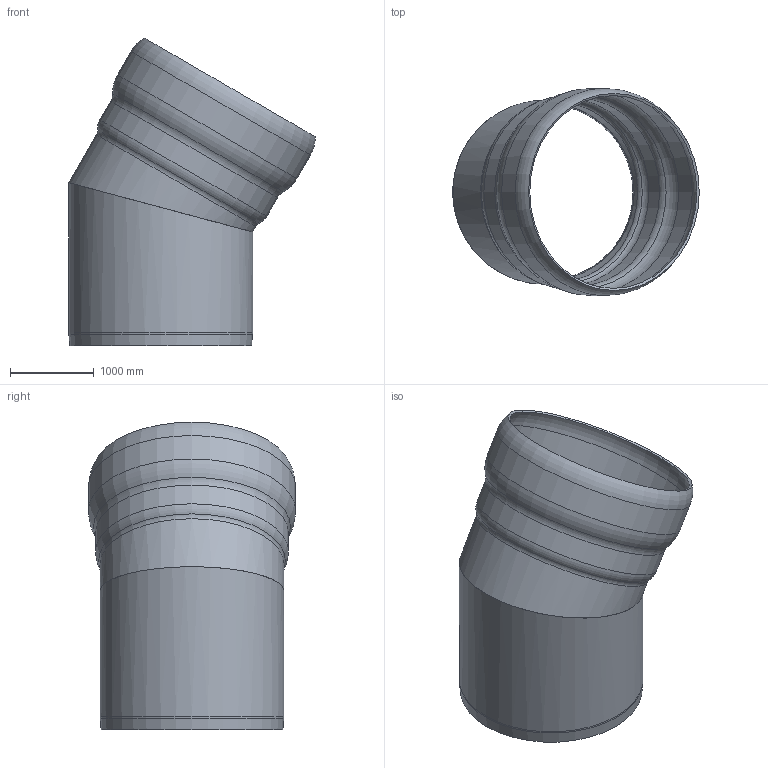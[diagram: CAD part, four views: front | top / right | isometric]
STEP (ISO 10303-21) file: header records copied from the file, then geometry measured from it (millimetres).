
FILE_DESCRIPTION(/* description */ (''),/* implementation_level */ '2;1');
FILE_NAME(/* name */ '00330.200X_3D.stp',/* time_stamp */ '2024-12-11T12:54:59+01:00',/* author */ ('CAD'),/* organization */ (''),/* preprocessor_version */ 'ST-DEVELOPER v20',/* originating_system */ 'AutoCAD Mechanical',/* authorisation */ '');
FILE_SCHEMA (('AUTOMOTIVE_DESIGN { 1 0 10303 214 3 1 1 }'));
Length unit declared in the file: centimetre
Products named in the file (2): Product; *S0
Assembly tree (1 placements, depth 2):
  Product
    *S0
Bounding box: 2937.34 x 2468 x 3666.01 mm (x, y, z)
Volume: 677844917.5 mm3; surface area: 47562963 mm2
Topology: 2 solids, 2 shells, 26 faces, 66 edges, 42 vertices
Faces by surface type: torus 12, cylinder 8, cone 4, plane 2
Full cylindrical faces by diameter (mm): 2132 x1, 2133 x1, 2190 x1, 2191 x1, 2240 x1, 2298 x1, 2410 x1, 2468 x1
Entity records: 866 total; most frequent: DIRECTION 178, CARTESIAN_POINT 137, ORIENTED_EDGE 132, AXIS2_PLACEMENT_3D 83, EDGE_CURVE 66, CIRCLE 50, VERTEX_POINT 42, EDGE_LOOP 28
